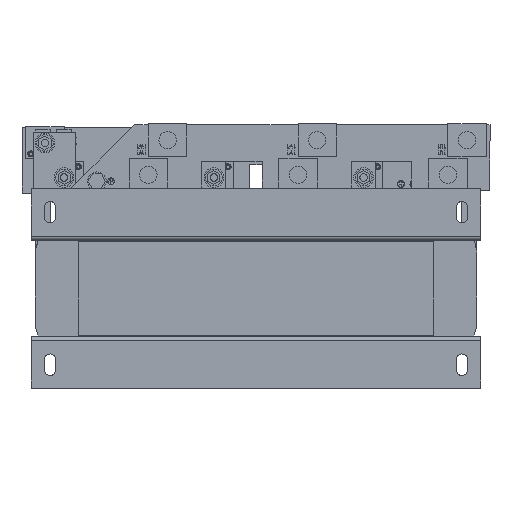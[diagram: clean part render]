
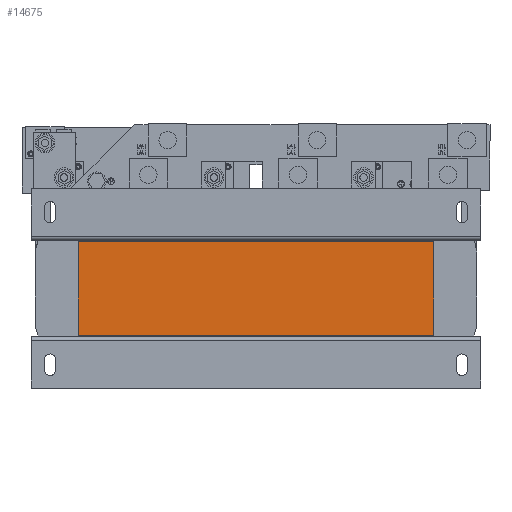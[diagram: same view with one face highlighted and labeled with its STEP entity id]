
A CAD part, front view. The second image highlights one B-rep face of the part: STEP entity #14675.
In plain terms, the highlighted planar face has unit normal (0, -1, 0).
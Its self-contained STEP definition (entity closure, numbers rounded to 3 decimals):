
#7 = FACE_OUTER_BOUND ( 'NONE', #45632, .T. ) ;
#1218 = CARTESIAN_POINT ( 'NONE',  ( -190., -30., 50. ) ) ;
#1543 = VERTEX_POINT ( 'NONE', #9999 ) ;
#1834 = CARTESIAN_POINT ( 'NONE',  ( -190., -30., 50. ) ) ;
#4146 = CARTESIAN_POINT ( 'NONE',  ( -190., -30., -50. ) ) ;
#6921 = VECTOR ( 'NONE', #58585, 1000. ) ;
#9830 = VECTOR ( 'NONE', #42947, 1000. ) ;
#9999 = CARTESIAN_POINT ( 'NONE',  ( 190., -30., 50. ) ) ;
#10465 = DIRECTION ( 'NONE',  ( 1., 0., 0. ) ) ;
#13065 = CARTESIAN_POINT ( 'NONE',  ( 190., -30., -50. ) ) ;
#14675 = ADVANCED_FACE ( 'NONE', ( #7 ), #67079, .F. ) ;
#15658 = VECTOR ( 'NONE', #74501, 1000. ) ;
#18573 = LINE ( 'NONE', #45226, #36221 ) ;
#19620 = ORIENTED_EDGE ( 'NONE', *, *, #44718, .F. ) ;
#24867 = EDGE_CURVE ( 'NONE', #70659, #61129, #44020, .T. ) ;
#28223 = ORIENTED_EDGE ( 'NONE', *, *, #24867, .T. ) ;
#28333 = CARTESIAN_POINT ( 'NONE',  ( -190., -30., -50. ) ) ;
#33149 = CARTESIAN_POINT ( 'NONE',  ( 190., -30., 50. ) ) ;
#36221 = VECTOR ( 'NONE', #10465, 1000. ) ;
#36922 = ORIENTED_EDGE ( 'NONE', *, *, #49247, .T. ) ;
#42569 = CARTESIAN_POINT ( 'NONE',  ( -190., -30., 50. ) ) ;
#42947 = DIRECTION ( 'NONE',  ( 0., 0., -1. ) ) ;
#43318 = DIRECTION ( 'NONE',  ( 0., 0., 1. ) ) ;
#43399 = EDGE_CURVE ( 'NONE', #52968, #1543, #18573, .T. ) ;
#44020 = LINE ( 'NONE', #4146, #6921 ) ;
#44122 = LINE ( 'NONE', #1218, #9830 ) ;
#44718 = EDGE_CURVE ( 'NONE', #1543, #61129, #76751, .T. ) ;
#45226 = CARTESIAN_POINT ( 'NONE',  ( -190., -30., 50. ) ) ;
#45632 = EDGE_LOOP ( 'NONE', ( #28223, #19620, #53312, #36922 ) ) ;
#48908 = AXIS2_PLACEMENT_3D ( 'NONE', #1834, #50081, #43318 ) ;
#49247 = EDGE_CURVE ( 'NONE', #52968, #70659, #44122, .T. ) ;
#50081 = DIRECTION ( 'NONE',  ( 0., 1., 0. ) ) ;
#52968 = VERTEX_POINT ( 'NONE', #42569 ) ;
#53312 = ORIENTED_EDGE ( 'NONE', *, *, #43399, .F. ) ;
#58585 = DIRECTION ( 'NONE',  ( 1., 0., 0. ) ) ;
#61129 = VERTEX_POINT ( 'NONE', #13065 ) ;
#67079 = PLANE ( 'NONE',  #48908 ) ;
#70659 = VERTEX_POINT ( 'NONE', #28333 ) ;
#74501 = DIRECTION ( 'NONE',  ( 0., 0., -1. ) ) ;
#76751 = LINE ( 'NONE', #33149, #15658 ) ;
